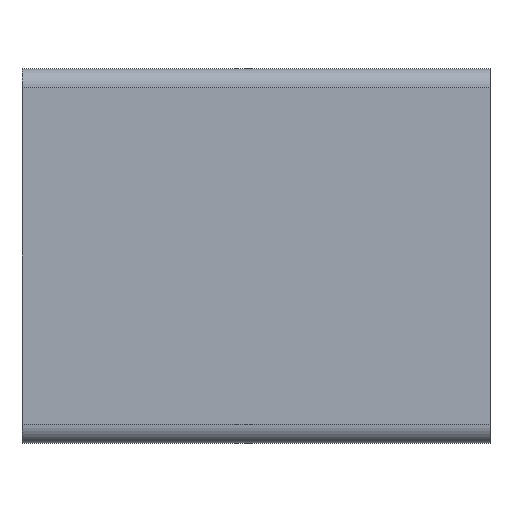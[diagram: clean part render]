
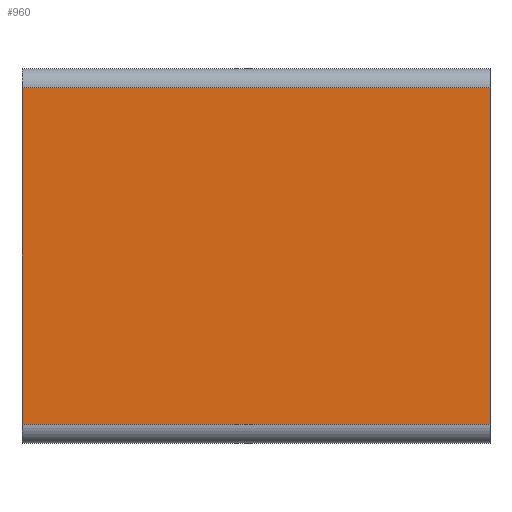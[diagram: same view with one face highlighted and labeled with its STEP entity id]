
A CAD part, left-side view. The second image highlights one B-rep face of the part: STEP entity #960.
In plain terms, the highlighted planar face has unit normal (-1, 0, 0).
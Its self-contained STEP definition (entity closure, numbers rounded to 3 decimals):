
#960 = ADVANCED_FACE( '', ( #1948 ), #1949, .F. );
#1948 = FACE_OUTER_BOUND( '', #2935, .T. );
#1949 = PLANE( '', #2936 );
#2935 = EDGE_LOOP( '', ( #6051, #6052, #6053, #6054 ) );
#2936 = AXIS2_PLACEMENT_3D( '', #6055, #6056, #6057 );
#6051 = ORIENTED_EDGE( '', *, *, #6580, .T. );
#6052 = ORIENTED_EDGE( '', *, *, #6883, .F. );
#6053 = ORIENTED_EDGE( '', *, *, #7326, .F. );
#6054 = ORIENTED_EDGE( '', *, *, #6474, .T. );
#6055 = CARTESIAN_POINT( '', ( -40., 100., 36. ) );
#6056 = DIRECTION( '', ( 1., 0., 0. ) );
#6057 = DIRECTION( '', ( 0., 0., -1. ) );
#6474 = EDGE_CURVE( '', #8000, #7998, #8001, .T. );
#6580 = EDGE_CURVE( '', #7998, #8181, #8184, .T. );
#6883 = EDGE_CURVE( '', #8658, #8181, #8660, .T. );
#7326 = EDGE_CURVE( '', #8000, #8658, #9218, .T. );
#7998 = VERTEX_POINT( '', #10095 );
#8000 = VERTEX_POINT( '', #10097 );
#8001 = LINE( '', #10098, #10099 );
#8181 = VERTEX_POINT( '', #10334 );
#8184 = LINE( '', #10337, #10338 );
#8658 = VERTEX_POINT( '', #10957 );
#8660 = LINE( '', #10959, #10960 );
#9218 = LINE( '', #11711, #11712 );
#10095 = CARTESIAN_POINT( '', ( -40., 0., -36. ) );
#10097 = CARTESIAN_POINT( '', ( -40., 100., -36. ) );
#10098 = CARTESIAN_POINT( '', ( -40., 100., -36. ) );
#10099 = VECTOR( '', #12208, 1000. );
#10334 = CARTESIAN_POINT( '', ( -40., 0., 36. ) );
#10337 = CARTESIAN_POINT( '', ( -40., 0., 36. ) );
#10338 = VECTOR( '', #12375, 1000. );
#10957 = CARTESIAN_POINT( '', ( -40., 100., 36. ) );
#10959 = CARTESIAN_POINT( '', ( -40., 100., 36. ) );
#10960 = VECTOR( '', #12881, 1000. );
#11711 = CARTESIAN_POINT( '', ( -40., 100., 36. ) );
#11712 = VECTOR( '', #13360, 1000. );
#12208 = DIRECTION( '', ( 0., -1., 0. ) );
#12375 = DIRECTION( '', ( 0., 0., 1. ) );
#12881 = DIRECTION( '', ( 0., -1., 0. ) );
#13360 = DIRECTION( '', ( 0., 0., 1. ) );
